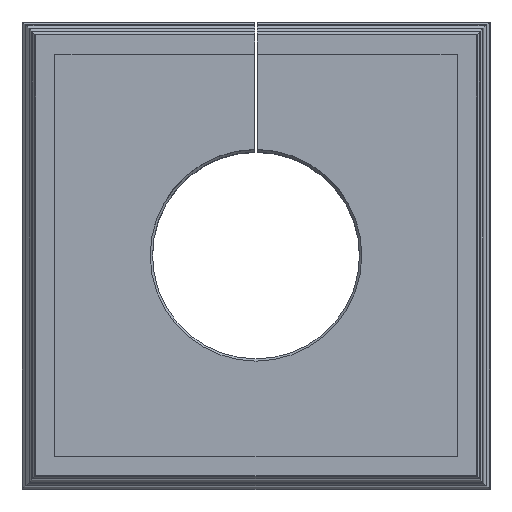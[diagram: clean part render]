
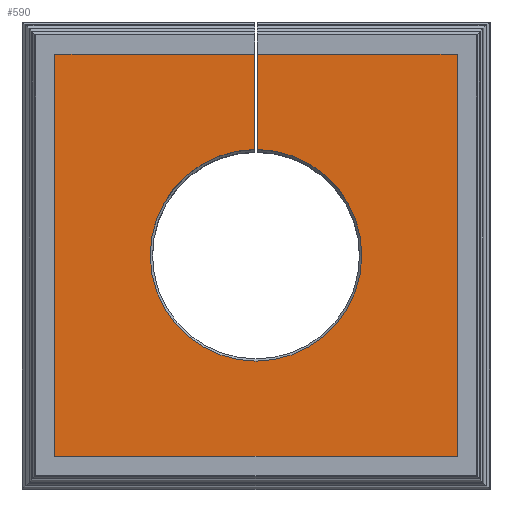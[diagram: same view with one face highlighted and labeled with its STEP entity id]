
A CAD part, top view. The second image highlights one B-rep face of the part: STEP entity #590.
In plain terms, the highlighted planar face has unit normal (0, 0, 1).
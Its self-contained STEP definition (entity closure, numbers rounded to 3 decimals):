
#101=FACE_OUTER_BOUND('',#804,.T.);
#178=LINE('',#2540,#369);
#278=LINE('',#2741,#469);
#279=LINE('',#2744,#470);
#280=LINE('',#2746,#471);
#281=LINE('',#2748,#472);
#282=LINE('',#2750,#473);
#283=LINE('',#2751,#474);
#369=VECTOR('',#2004,1.);
#469=VECTOR('',#2188,1.);
#470=VECTOR('',#2189,1.);
#471=VECTOR('',#2190,1.);
#472=VECTOR('',#2191,1.);
#473=VECTOR('',#2192,1.);
#474=VECTOR('',#2193,1.);
#590=ADVANCED_FACE('',(#101),#688,.T.);
#688=PLANE('',#1896);
#719=CIRCLE('',#1895,4.5);
#804=EDGE_LOOP('',(#1097,#1098,#1099,#1100,#1101,#1102,#1103,#1104));
#1097=ORIENTED_EDGE('',*,*,#1670,.F.);
#1098=ORIENTED_EDGE('',*,*,#1671,.T.);
#1099=ORIENTED_EDGE('',*,*,#1672,.T.);
#1100=ORIENTED_EDGE('',*,*,#1673,.T.);
#1101=ORIENTED_EDGE('',*,*,#1674,.T.);
#1102=ORIENTED_EDGE('',*,*,#1568,.T.);
#1103=ORIENTED_EDGE('',*,*,#1675,.F.);
#1104=ORIENTED_EDGE('',*,*,#1676,.F.);
#1400=VERTEX_POINT('',#2538);
#1402=VERTEX_POINT('',#2541);
#1461=VERTEX_POINT('',#2742);
#1462=VERTEX_POINT('',#2743);
#1463=VERTEX_POINT('',#2745);
#1464=VERTEX_POINT('',#2747);
#1465=VERTEX_POINT('',#2749);
#1466=VERTEX_POINT('',#2752);
#1568=EDGE_CURVE('',#1402,#1400,#178,.T.);
#1670=EDGE_CURVE('',#1461,#1462,#278,.T.);
#1671=EDGE_CURVE('',#1461,#1463,#279,.T.);
#1672=EDGE_CURVE('',#1463,#1464,#280,.T.);
#1673=EDGE_CURVE('',#1464,#1465,#281,.T.);
#1674=EDGE_CURVE('',#1465,#1402,#282,.T.);
#1675=EDGE_CURVE('',#1466,#1400,#283,.T.);
#1676=EDGE_CURVE('',#1462,#1466,#719,.T.);
#1895=AXIS2_PLACEMENT_3D('',#2753,#2194,#2195);
#1896=AXIS2_PLACEMENT_3D('',#2754,#2196,#2197);
#2004=DIRECTION('',(-1.,0.,0.));
#2188=DIRECTION('',(0.,-1.,0.));
#2189=DIRECTION('',(-1.,0.,0.));
#2190=DIRECTION('',(0.,-1.,0.));
#2191=DIRECTION('',(1.,0.,0.));
#2192=DIRECTION('',(0.,1.,0.));
#2193=DIRECTION('',(0.,1.,0.));
#2194=DIRECTION('',(0.,0.,1.));
#2195=DIRECTION('',(1.,0.,0.));
#2196=DIRECTION('',(0.,0.,1.));
#2197=DIRECTION('',(-1.,0.,0.));
#2538=CARTESIAN_POINT('',(0.05,8.55,17.7));
#2540=CARTESIAN_POINT('',(8.55,8.55,17.7));
#2541=CARTESIAN_POINT('',(8.55,8.55,17.7));
#2741=CARTESIAN_POINT('',(-0.05,0.,17.7));
#2742=CARTESIAN_POINT('',(-0.05,8.55,17.7));
#2743=CARTESIAN_POINT('',(-0.05,4.5,17.7));
#2744=CARTESIAN_POINT('',(8.55,8.55,17.7));
#2745=CARTESIAN_POINT('',(-8.55,8.55,17.7));
#2746=CARTESIAN_POINT('',(-8.55,8.55,17.7));
#2747=CARTESIAN_POINT('',(-8.55,-8.55,17.7));
#2748=CARTESIAN_POINT('',(-8.55,-8.55,17.7));
#2749=CARTESIAN_POINT('',(8.55,-8.55,17.7));
#2750=CARTESIAN_POINT('',(8.55,-8.55,17.7));
#2751=CARTESIAN_POINT('',(0.05,0.,17.7));
#2752=CARTESIAN_POINT('',(0.05,4.5,17.7));
#2753=CARTESIAN_POINT('',(0.,0.,17.7));
#2754=CARTESIAN_POINT('',(0.,0.,17.7));
